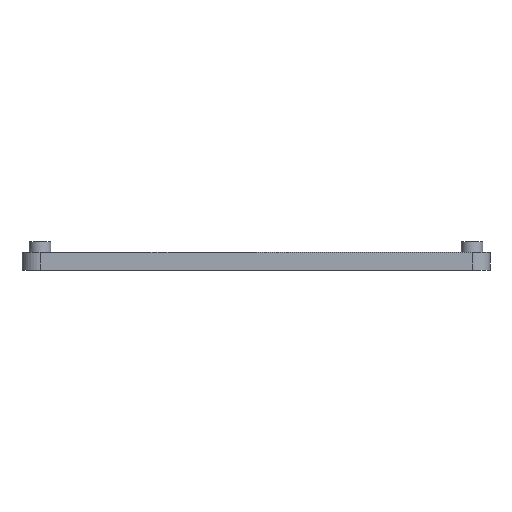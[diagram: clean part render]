
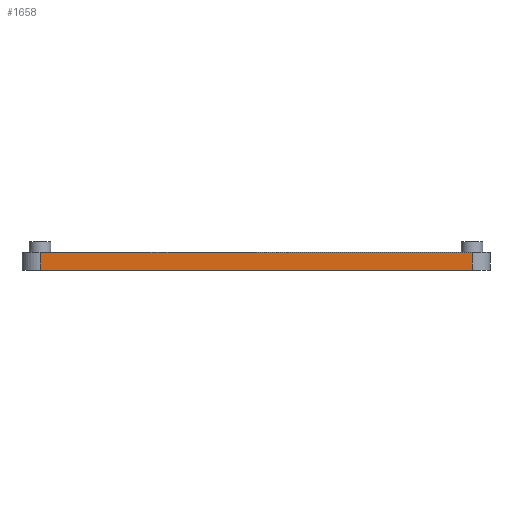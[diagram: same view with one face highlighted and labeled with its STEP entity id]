
A CAD part, front view. The second image highlights one B-rep face of the part: STEP entity #1658.
In plain terms, the highlighted planar face has unit normal (0, -1, 0).
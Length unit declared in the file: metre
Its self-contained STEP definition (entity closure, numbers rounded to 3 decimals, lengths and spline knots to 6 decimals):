
#24=LINE('',#2644,#144);
#49=LINE('',#2793,#169);
#64=LINE('',#2867,#184);
#65=LINE('',#2868,#185);
#144=VECTOR('',#2079,1.);
#169=VECTOR('',#2204,1.);
#184=VECTOR('',#2271,1.);
#185=VECTOR('',#2272,1.);
#256=PLANE('',#1877);
#458=ORIENTED_EDGE('',*,*,#900,.T.);
#459=ORIENTED_EDGE('',*,*,#938,.T.);
#460=ORIENTED_EDGE('',*,*,#826,.F.);
#461=ORIENTED_EDGE('',*,*,#939,.T.);
#826=EDGE_CURVE('',#1070,#1071,#24,.T.);
#900=EDGE_CURVE('',#1145,#1144,#49,.T.);
#938=EDGE_CURVE('',#1144,#1071,#64,.F.);
#939=EDGE_CURVE('',#1070,#1145,#65,.T.);
#1070=VERTEX_POINT('',#2643);
#1071=VERTEX_POINT('',#2645);
#1144=VERTEX_POINT('',#2792);
#1145=VERTEX_POINT('',#2794);
#1346=EDGE_LOOP('',(#458,#459,#460,#461));
#1484=FACE_BOUND('',#1346,.T.);
#1658=ADVANCED_FACE('',(#1484),#256,.F.);
#1877=AXIS2_PLACEMENT_3D('',#2866,#2269,#2270);
#2079=DIRECTION('',(1.,0.,0.));
#2204=DIRECTION('',(1.,0.,0.));
#2269=DIRECTION('',(0.,1.,0.));
#2270=DIRECTION('',(0.,0.,1.));
#2271=DIRECTION('',(0.,0.,-1.));
#2272=DIRECTION('',(0.,0.,-1.));
#2643=CARTESIAN_POINT('',(0.,-0.133,0.005));
#2644=CARTESIAN_POINT('',(0.06,-0.133,0.005));
#2645=CARTESIAN_POINT('',(0.12,-0.133,0.005));
#2792=CARTESIAN_POINT('',(0.12,-0.133,0.));
#2793=CARTESIAN_POINT('',(0.06,-0.133,0.));
#2794=CARTESIAN_POINT('',(0.,-0.133,0.));
#2866=CARTESIAN_POINT('',(0.06,-0.133,0.005));
#2867=CARTESIAN_POINT('',(0.12,-0.133,0.005));
#2868=CARTESIAN_POINT('',(0.,-0.133,0.005));
